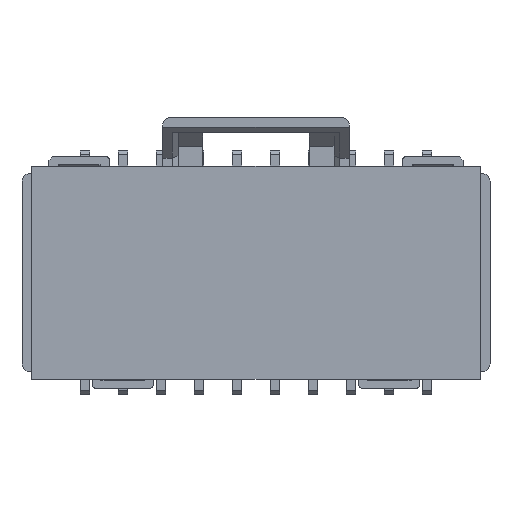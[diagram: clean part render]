
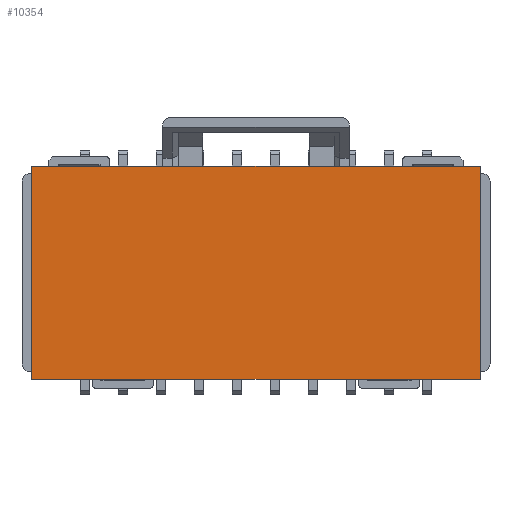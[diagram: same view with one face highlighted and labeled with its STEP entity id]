
A CAD part, front view. The second image highlights one B-rep face of the part: STEP entity #10354.
In plain terms, the highlighted planar face has unit normal (0, -1, 0).
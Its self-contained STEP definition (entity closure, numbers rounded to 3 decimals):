
#592=FACE_OUTER_BOUND('',#1131,.T.);
#1131=EDGE_LOOP('',(#9336,#9337,#9338,#9339));
#2580=LINE('',#16413,#3997);
#2584=LINE('',#16420,#4001);
#2587=LINE('',#16426,#4004);
#2589=LINE('',#16429,#4006);
#3997=VECTOR('',#13467,1.);
#4001=VECTOR('',#13473,1.);
#4004=VECTOR('',#13478,1.);
#4006=VECTOR('',#13482,1.);
#4961=VERTEX_POINT('',#16410);
#4962=VERTEX_POINT('',#16412);
#4964=VERTEX_POINT('',#16418);
#4966=VERTEX_POINT('',#16424);
#6416=EDGE_CURVE('',#4962,#4961,#2580,.T.);
#6420=EDGE_CURVE('',#4961,#4964,#2584,.T.);
#6423=EDGE_CURVE('',#4964,#4966,#2587,.T.);
#6425=EDGE_CURVE('',#4966,#4962,#2589,.T.);
#9336=ORIENTED_EDGE('',*,*,#6416,.T.);
#9337=ORIENTED_EDGE('',*,*,#6420,.T.);
#9338=ORIENTED_EDGE('',*,*,#6423,.T.);
#9339=ORIENTED_EDGE('',*,*,#6425,.T.);
#9837=PLANE('',#10941);
#10354=ADVANCED_FACE('',(#592),#9837,.T.);
#10941=AXIS2_PLACEMENT_3D('',#16430,#13483,#13484);
#13467=DIRECTION('',(0.,0.,-1.));
#13473=DIRECTION('',(1.,0.,0.));
#13478=DIRECTION('',(0.,0.,1.));
#13482=DIRECTION('',(-1.,0.,0.));
#13483=DIRECTION('center_axis',(0.,-1.,0.));
#13484=DIRECTION('ref_axis',(0.,0.,-1.));
#16410=CARTESIAN_POINT('',(-5.9,0.735,-0.25));
#16412=CARTESIAN_POINT('',(-5.9,0.735,5.35));
#16413=CARTESIAN_POINT('',(-5.9,0.735,5.35));
#16418=CARTESIAN_POINT('',(5.9,0.735,-0.25));
#16420=CARTESIAN_POINT('',(-5.9,0.735,-0.25));
#16424=CARTESIAN_POINT('',(5.9,0.735,5.35));
#16426=CARTESIAN_POINT('',(5.9,0.735,-0.25));
#16429=CARTESIAN_POINT('',(5.9,0.735,5.35));
#16430=CARTESIAN_POINT('Origin',(0.,0.735,0.));
